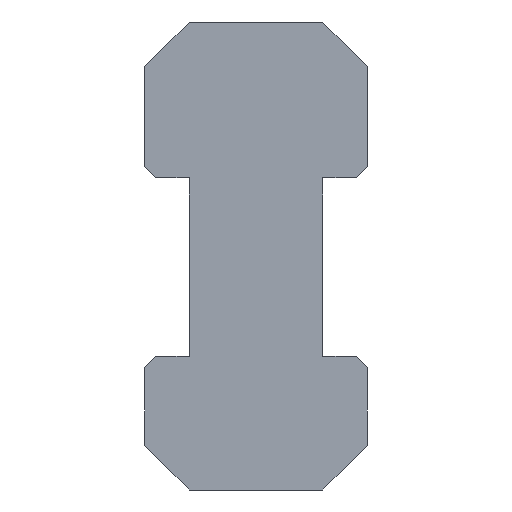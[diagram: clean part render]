
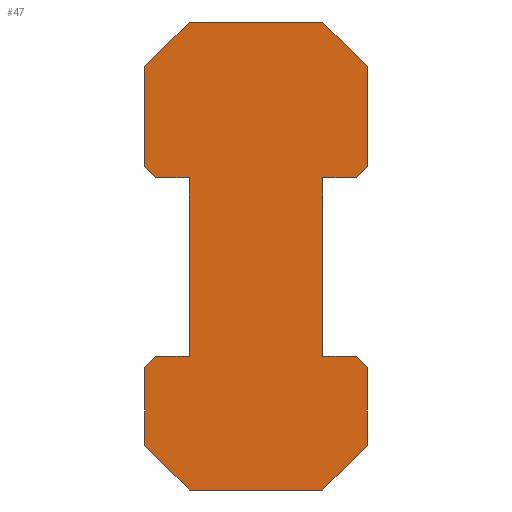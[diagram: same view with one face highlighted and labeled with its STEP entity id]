
A CAD part, left-side view. The second image highlights one B-rep face of the part: STEP entity #47.
In plain terms, the highlighted planar face has unit normal (-1, 0, 0).
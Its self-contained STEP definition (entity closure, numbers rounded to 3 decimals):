
#1 = VERTEX_POINT ( 'NONE', #279 ) ;
#3 = EDGE_CURVE ( 'NONE', #167, #1, #291, .T. ) ;
#6 = EDGE_CURVE ( 'NONE', #7, #160, #270, .T. ) ;
#7 = VERTEX_POINT ( 'NONE', #292 ) ;
#8 = ORIENTED_EDGE ( 'NONE', *, *, #23, .F. ) ;
#19 = EDGE_CURVE ( 'NONE', #1, #7, #457, .T. ) ;
#23 = EDGE_CURVE ( 'NONE', #160, #133, #404, .T. ) ;
#25 = VERTEX_POINT ( 'NONE', #374 ) ;
#32 = EDGE_CURVE ( 'NONE', #43, #25, #431, .T. ) ;
#36 = ORIENTED_EDGE ( 'NONE', *, *, #256, .F. ) ;
#39 = EDGE_CURVE ( 'NONE', #133, #247, #400, .T. ) ;
#43 = VERTEX_POINT ( 'NONE', #401 ) ;
#46 = ORIENTED_EDGE ( 'NONE', *, *, #32, .F. ) ;
#47 = ADVANCED_FACE ( 'NONE', ( #425 ), #411, .F. ) ;
#49 = ORIENTED_EDGE ( 'NONE', *, *, #55, .F. ) ;
#51 = ORIENTED_EDGE ( 'NONE', *, *, #195, .F. ) ;
#55 = EDGE_CURVE ( 'NONE', #247, #84, #344, .T. ) ;
#57 = ORIENTED_EDGE ( 'NONE', *, *, #69, .F. ) ;
#69 = EDGE_CURVE ( 'NONE', #84, #43, #364, .T. ) ;
#84 = VERTEX_POINT ( 'NONE', #340 ) ;
#100 = VERTEX_POINT ( 'NONE', #324 ) ;
#107 = VERTEX_POINT ( 'NONE', #306 ) ;
#110 = EDGE_CURVE ( 'NONE', #107, #172, #389, .T. ) ;
#116 = VERTEX_POINT ( 'NONE', #384 ) ;
#117 = EDGE_CURVE ( 'NONE', #116, #107, #379, .T. ) ;
#124 = EDGE_CURVE ( 'NONE', #193, #116, #452, .T. ) ;
#133 = VERTEX_POINT ( 'NONE', #442 ) ;
#137 = VERTEX_POINT ( 'NONE', #438 ) ;
#143 = VERTEX_POINT ( 'NONE', #637 ) ;
#149 = VERTEX_POINT ( 'NONE', #684 ) ;
#156 = EDGE_CURVE ( 'NONE', #149, #100, #650, .T. ) ;
#160 = VERTEX_POINT ( 'NONE', #644 ) ;
#166 = EDGE_CURVE ( 'NONE', #100, #167, #662, .T. ) ;
#167 = VERTEX_POINT ( 'NONE', #668 ) ;
#172 = VERTEX_POINT ( 'NONE', #496 ) ;
#180 = EDGE_CURVE ( 'NONE', #172, #143, #565, .T. ) ;
#184 = ORIENTED_EDGE ( 'NONE', *, *, #39, .F. ) ;
#193 = VERTEX_POINT ( 'NONE', #523 ) ;
#195 = EDGE_CURVE ( 'NONE', #196, #193, #604, .T. ) ;
#196 = VERTEX_POINT ( 'NONE', #605 ) ;
#201 = VERTEX_POINT ( 'NONE', #528 ) ;
#206 = VERTEX_POINT ( 'NONE', #529 ) ;
#207 = EDGE_CURVE ( 'NONE', #201, #206, #606, .T. ) ;
#220 = EDGE_CURVE ( 'NONE', #206, #149, #585, .T. ) ;
#221 = EDGE_CURVE ( 'NONE', #137, #201, #580, .T. ) ;
#230 = EDGE_CURVE ( 'NONE', #143, #137, #619, .T. ) ;
#247 = VERTEX_POINT ( 'NONE', #611 ) ;
#249 = EDGE_LOOP ( 'NONE', ( #51, #36, #46, #57, #49, #184, #8, #287, #282, #286, #284, #288, #278, #289, #294, #285, #295, #283, #293, #296 ) ) ;
#256 = EDGE_CURVE ( 'NONE', #25, #196, #534, .T. ) ;
#267 = DIRECTION ( 'NONE',  ( 0., 1., 0. ) ) ;
#268 = VECTOR ( 'NONE', #267, 1000. ) ;
#269 = CARTESIAN_POINT ( 'NONE',  ( 0., -2283.87, 2594.039 ) ) ;
#270 = LINE ( 'NONE', #269, #268 ) ;
#271 = DIRECTION ( 'NONE',  ( 0., -1., 0. ) ) ;
#272 = VECTOR ( 'NONE', #271, 1000. ) ;
#273 = CARTESIAN_POINT ( 'NONE',  ( 0., -2283.87, 2586.034 ) ) ;
#278 = ORIENTED_EDGE ( 'NONE', *, *, #220, .F. ) ;
#279 = CARTESIAN_POINT ( 'NONE',  ( 0., -2285.37, 2586.034 ) ) ;
#282 = ORIENTED_EDGE ( 'NONE', *, *, #19, .F. ) ;
#283 = ORIENTED_EDGE ( 'NONE', *, *, #110, .F. ) ;
#284 = ORIENTED_EDGE ( 'NONE', *, *, #166, .F. ) ;
#285 = ORIENTED_EDGE ( 'NONE', *, *, #230, .F. ) ;
#286 = ORIENTED_EDGE ( 'NONE', *, *, #3, .F. ) ;
#287 = ORIENTED_EDGE ( 'NONE', *, *, #6, .F. ) ;
#288 = ORIENTED_EDGE ( 'NONE', *, *, #156, .F. ) ;
#289 = ORIENTED_EDGE ( 'NONE', *, *, #207, .F. ) ;
#291 = LINE ( 'NONE', #273, #272 ) ;
#292 = CARTESIAN_POINT ( 'NONE',  ( 0., -2285.37, 2594.039 ) ) ;
#293 = ORIENTED_EDGE ( 'NONE', *, *, #117, .F. ) ;
#294 = ORIENTED_EDGE ( 'NONE', *, *, #221, .F. ) ;
#295 = ORIENTED_EDGE ( 'NONE', *, *, #180, .F. ) ;
#296 = ORIENTED_EDGE ( 'NONE', *, *, #124, .F. ) ;
#300 = CARTESIAN_POINT ( 'NONE',  ( 0., -2285.37, 2586.034 ) ) ;
#306 = CARTESIAN_POINT ( 'NONE',  ( 0., -2291.37, 2586.034 ) ) ;
#324 = CARTESIAN_POINT ( 'NONE',  ( 0., -2283.37, 2585.534 ) ) ;
#340 = CARTESIAN_POINT ( 'NONE',  ( 0., -2285.37, 2601.039 ) ) ;
#341 = DIRECTION ( 'NONE',  ( 0., -0.707, 0.707 ) ) ;
#342 = VECTOR ( 'NONE', #341, 1000. ) ;
#343 = CARTESIAN_POINT ( 'NONE',  ( 0., -2285.37, 2601.039 ) ) ;
#344 = LINE ( 'NONE', #343, #342 ) ;
#360 = DIRECTION ( 'NONE',  ( 0., -1., 0. ) ) ;
#362 = VECTOR ( 'NONE', #360, 1000. ) ;
#363 = CARTESIAN_POINT ( 'NONE',  ( 0., -2291.37, 2601.039 ) ) ;
#364 = LINE ( 'NONE', #363, #362 ) ;
#373 = CARTESIAN_POINT ( 'NONE',  ( 0., -2283.87, 2594.039 ) ) ;
#374 = CARTESIAN_POINT ( 'NONE',  ( 0., -2293.37, 2599.039 ) ) ;
#376 = CARTESIAN_POINT ( 'NONE',  ( 0., -2291.37, 2594.039 ) ) ;
#379 = LINE ( 'NONE', #394, #393 ) ;
#384 = CARTESIAN_POINT ( 'NONE',  ( 0., -2291.37, 2594.039 ) ) ;
#386 = DIRECTION ( 'NONE',  ( 0., -1., 0. ) ) ;
#387 = VECTOR ( 'NONE', #386, 1000. ) ;
#388 = CARTESIAN_POINT ( 'NONE',  ( 0., -2291.37, 2586.034 ) ) ;
#389 = LINE ( 'NONE', #388, #387 ) ;
#393 = VECTOR ( 'NONE', #451, 1000. ) ;
#394 = CARTESIAN_POINT ( 'NONE',  ( 0., -2291.37, 2586.034 ) ) ;
#400 = LINE ( 'NONE', #430, #429 ) ;
#401 = CARTESIAN_POINT ( 'NONE',  ( 0., -2291.37, 2601.039 ) ) ;
#402 = DIRECTION ( 'NONE',  ( 0., 0.707, 0.707 ) ) ;
#403 = VECTOR ( 'NONE', #402, 1000. ) ;
#404 = LINE ( 'NONE', #373, #403 ) ;
#407 = DIRECTION ( 'NONE',  ( 0., 0., -1. ) ) ;
#408 = DIRECTION ( 'NONE',  ( 1., 0., 0. ) ) ;
#411 = PLANE ( 'NONE',  #417 ) ;
#416 = CARTESIAN_POINT ( 'NONE',  ( 0., -2295.62, 2596.789 ) ) ;
#417 = AXIS2_PLACEMENT_3D ( 'NONE', #416, #408, #407 ) ;
#422 = DIRECTION ( 'NONE',  ( 0., 0., 1. ) ) ;
#425 = FACE_OUTER_BOUND ( 'NONE', #249, .T. ) ;
#426 = DIRECTION ( 'NONE',  ( 0., -0.707, -0.707 ) ) ;
#427 = VECTOR ( 'NONE', #426, 1000. ) ;
#428 = CARTESIAN_POINT ( 'NONE',  ( 0., -2291.37, 2601.039 ) ) ;
#429 = VECTOR ( 'NONE', #422, 1000. ) ;
#430 = CARTESIAN_POINT ( 'NONE',  ( 0., -2283.37, 2594.539 ) ) ;
#431 = LINE ( 'NONE', #428, #427 ) ;
#438 = CARTESIAN_POINT ( 'NONE',  ( 0., -2293.37, 2582.034 ) ) ;
#442 = CARTESIAN_POINT ( 'NONE',  ( 0., -2283.37, 2594.539 ) ) ;
#444 = DIRECTION ( 'NONE',  ( 0., 1., 0. ) ) ;
#445 = VECTOR ( 'NONE', #444, 1000. ) ;
#451 = DIRECTION ( 'NONE',  ( 0., 0., -1. ) ) ;
#452 = LINE ( 'NONE', #376, #445 ) ;
#455 = DIRECTION ( 'NONE',  ( 0., 0., 1. ) ) ;
#456 = VECTOR ( 'NONE', #455, 1000. ) ;
#457 = LINE ( 'NONE', #300, #456 ) ;
#496 = CARTESIAN_POINT ( 'NONE',  ( 0., -2292.87, 2586.034 ) ) ;
#514 = DIRECTION ( 'NONE',  ( 0., 0., -1. ) ) ;
#515 = VECTOR ( 'NONE', #514, 1000. ) ;
#523 = CARTESIAN_POINT ( 'NONE',  ( 0., -2292.87, 2594.039 ) ) ;
#528 = CARTESIAN_POINT ( 'NONE',  ( 0., -2291.37, 2580.034 ) ) ;
#529 = CARTESIAN_POINT ( 'NONE',  ( 0., -2285.37, 2580.034 ) ) ;
#531 = CARTESIAN_POINT ( 'NONE',  ( 0., -2293.37, 2594.539 ) ) ;
#534 = LINE ( 'NONE', #531, #515 ) ;
#562 = DIRECTION ( 'NONE',  ( 0., -0.707, -0.707 ) ) ;
#563 = VECTOR ( 'NONE', #562, 1000. ) ;
#564 = CARTESIAN_POINT ( 'NONE',  ( 0., -2292.87, 2586.034 ) ) ;
#565 = LINE ( 'NONE', #564, #563 ) ;
#579 = VECTOR ( 'NONE', #636, 1000. ) ;
#580 = LINE ( 'NONE', #600, #579 ) ;
#582 = DIRECTION ( 'NONE',  ( 0., 0.707, 0.707 ) ) ;
#583 = VECTOR ( 'NONE', #582, 1000. ) ;
#584 = CARTESIAN_POINT ( 'NONE',  ( 0., -2283.37, 2582.034 ) ) ;
#585 = LINE ( 'NONE', #584, #583 ) ;
#595 = DIRECTION ( 'NONE',  ( 0., 1., 0. ) ) ;
#596 = VECTOR ( 'NONE', #595, 1000. ) ;
#597 = CARTESIAN_POINT ( 'NONE',  ( 0., -2291.37, 2580.034 ) ) ;
#600 = CARTESIAN_POINT ( 'NONE',  ( 0., -2291.37, 2580.034 ) ) ;
#602 = DIRECTION ( 'NONE',  ( 0., 0.707, -0.707 ) ) ;
#603 = VECTOR ( 'NONE', #602, 1000. ) ;
#604 = LINE ( 'NONE', #607, #603 ) ;
#605 = CARTESIAN_POINT ( 'NONE',  ( 0., -2293.37, 2594.539 ) ) ;
#606 = LINE ( 'NONE', #597, #596 ) ;
#607 = CARTESIAN_POINT ( 'NONE',  ( 0., -2292.87, 2594.039 ) ) ;
#611 = CARTESIAN_POINT ( 'NONE',  ( 0., -2283.37, 2599.039 ) ) ;
#617 = DIRECTION ( 'NONE',  ( 0., 0., -1. ) ) ;
#618 = VECTOR ( 'NONE', #617, 1000. ) ;
#619 = LINE ( 'NONE', #621, #618 ) ;
#621 = CARTESIAN_POINT ( 'NONE',  ( 0., -2293.37, 2585.534 ) ) ;
#636 = DIRECTION ( 'NONE',  ( 0., 0.707, -0.707 ) ) ;
#637 = CARTESIAN_POINT ( 'NONE',  ( 0., -2293.37, 2585.534 ) ) ;
#644 = CARTESIAN_POINT ( 'NONE',  ( 0., -2283.87, 2594.039 ) ) ;
#647 = DIRECTION ( 'NONE',  ( 0., 0., 1. ) ) ;
#648 = VECTOR ( 'NONE', #647, 1000. ) ;
#649 = CARTESIAN_POINT ( 'NONE',  ( 0., -2283.37, 2585.534 ) ) ;
#650 = LINE ( 'NONE', #649, #648 ) ;
#657 = DIRECTION ( 'NONE',  ( 0., -0.707, 0.707 ) ) ;
#658 = VECTOR ( 'NONE', #657, 1000. ) ;
#659 = CARTESIAN_POINT ( 'NONE',  ( 0., -2283.87, 2586.034 ) ) ;
#662 = LINE ( 'NONE', #659, #658 ) ;
#668 = CARTESIAN_POINT ( 'NONE',  ( 0., -2283.87, 2586.034 ) ) ;
#684 = CARTESIAN_POINT ( 'NONE',  ( 0., -2283.37, 2582.034 ) ) ;
